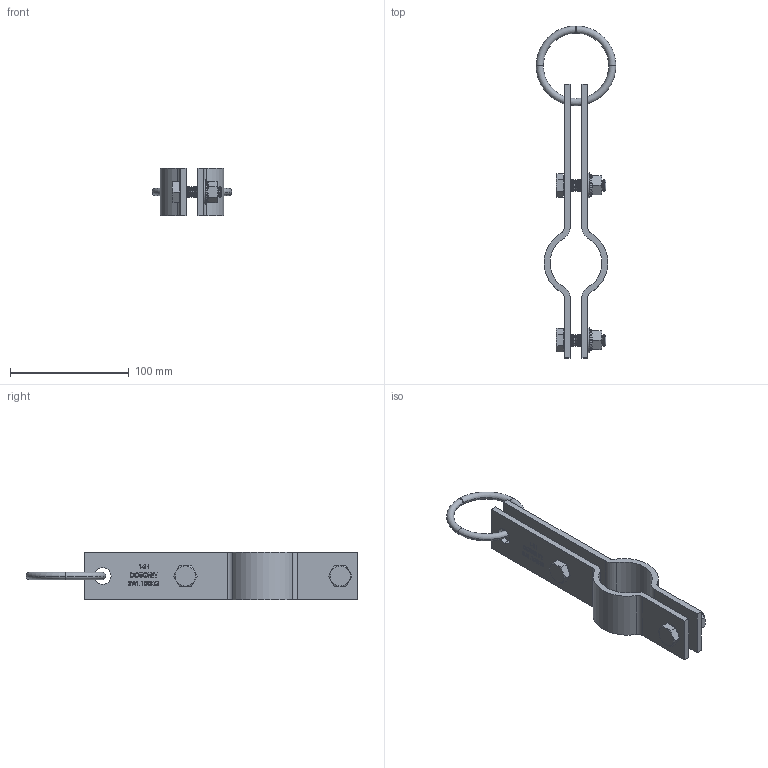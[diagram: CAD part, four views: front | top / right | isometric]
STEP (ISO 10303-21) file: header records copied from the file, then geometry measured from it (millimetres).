
FILE_DESCRIPTION (( 'STEP AP203' ), '1' );
FILE_NAME ('T32000.STEP', '2018-07-20T11:14:27', ( '' ), ( '' ), 'SwSTEP 2.0', 'SolidWorks 2016', '' );
FILE_SCHEMA (( 'CONFIG_CONTROL_DESIGN' ));
Length unit declared in the file: millimetre
Products named in the file (7): Single Coil Rectangular Section Spring Washer_Doughty Fastners_Rectangular section spring washer BS 4464 - 10 (Type B); T32000; Hex Nut Style 1 GradeAB_Doughty Fastners_Hexagon Nut ISO - 4032 - M10 - D - S; B Washer_Bright washer BS 4320 - M10 (Form B); Hex Bolt_ISO 4016 - M10 x 35 x 35-WS; TH1629; TH010
Assembly tree (11 placements, depth 2):
  T32000
    TH010  x2
    B Washer_Bright washer BS 4320 - M10 (Form B)  x2
    Hex Nut Style 1 GradeAB_Doughty Fastners_Hexagon Nut ISO - 4032 - M10 - D - S  x2
    Hex Bolt_ISO 4016 - M10 x 35 x 35-WS  x2
    TH1629
    Single Coil Rectangular Section Spring Washer_Doughty Fastners_Rectangular section spring washer BS 4464 - 10 (Type B)  x2
Bounding box: 67 x 279 x 40 mm (x, y, z)
Volume: 111001.9 mm3; surface area: 57283.8 mm2
Topology: 11 solids, 11 shells, 962 faces, 2444 edges, 1552 vertices
Faces by surface type: plane 358, cone 280, cylinder 164, bspline 146, torus 14
Entity records: 20326 total; most frequent: CARTESIAN_POINT 8033, ORIENTED_EDGE 2458, DIRECTION 2251, EDGE_CURVE 1229, AXIS2_PLACEMENT_3D 786, VERTEX_POINT 780, VECTOR 679, LINE 679
